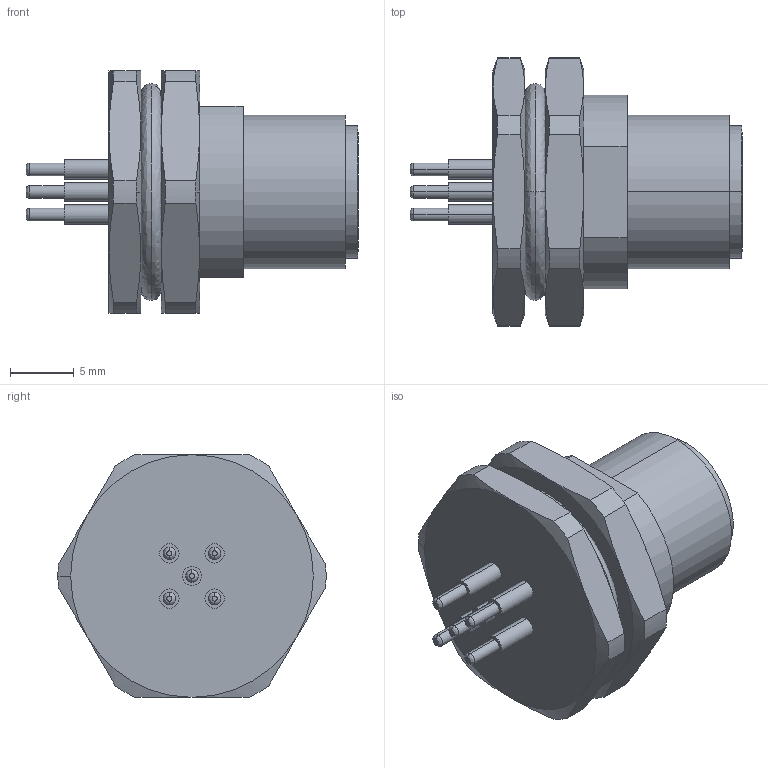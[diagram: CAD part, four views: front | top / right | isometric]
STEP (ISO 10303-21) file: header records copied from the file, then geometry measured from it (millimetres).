
FILE_DESCRIPTION (( 'STEP AP203' ), '1' );
FILE_NAME ('P207.STEP', '2020-03-31T06:13:39', ( 'edpusr' ), ( 'Microsoft' ), 'SwSTEP 2.0', 'SolidWorks 2015', '' );
FILE_SCHEMA (( 'CONFIG_CONTROL_DESIGN' ));
Length unit declared in the file: millimetre
Products named in the file (1): P207
Bounding box: 26 x 21 x 19 mm (x, y, z)
Volume: 3179.7 mm3; surface area: 2317 mm2
Topology: 1 solids, 1 shells, 141 faces, 326 edges, 194 vertices
Faces by surface type: cylinder 54, plane 36, cone 30, bspline 21
Entity records: 4268 total; most frequent: CARTESIAN_POINT 1158, DIRECTION 648, ORIENTED_EDGE 624, EDGE_CURVE 312, AXIS2_PLACEMENT_3D 280, VERTEX_POINT 194, EDGE_LOOP 162, CIRCLE 159
